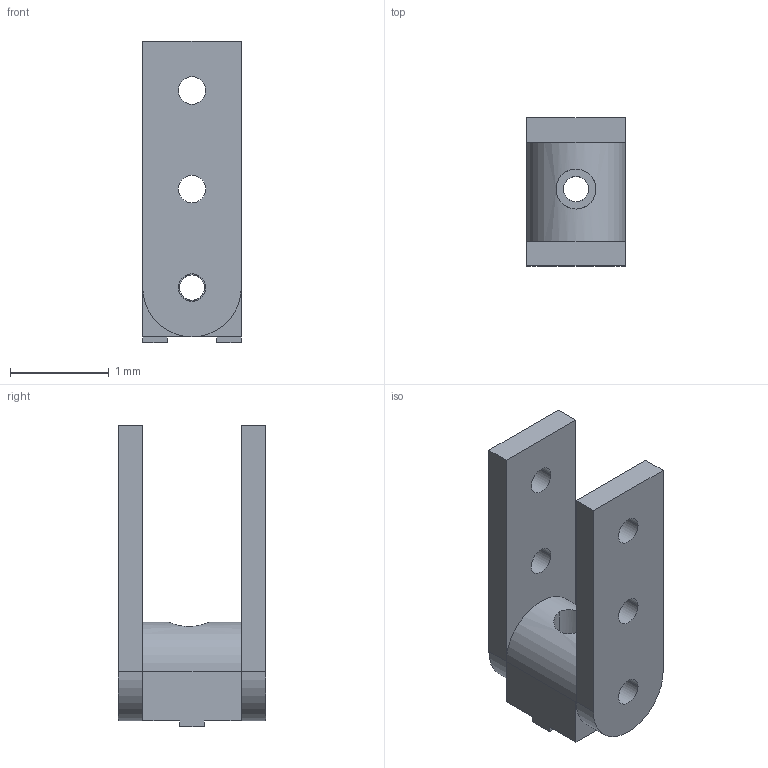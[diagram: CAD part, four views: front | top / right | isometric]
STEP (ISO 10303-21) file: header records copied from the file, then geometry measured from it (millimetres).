
FILE_DESCRIPTION((''),'2;1');
FILE_NAME('10HI8329.stp','2015-07-13T14:22:51',(''),(''),'Mechanical Desktop 2011','Mechanical Desktop 2011',', , ');
FILE_SCHEMA(('CONFIG_CONTROL_DESIGN'));
Length unit declared in the file: millimetre
Products named in the file (2): Product; 10HI8315
Assembly tree (2 placements, depth 2):
  Product
    10HI8315  x2
Bounding box: 1 x 1.5 x 3.06 mm (x, y, z)
Volume: 2.1 mm3; surface area: 22.7 mm2
Topology: 3 solids, 3 shells, 49 faces, 127 edges, 83 vertices
Faces by surface type: cylinder 25, plane 24
Entity records: 1318 total; most frequent: CARTESIAN_POINT 235, DIRECTION 210, ORIENTED_EDGE 194, EDGE_CURVE 97, AXIS2_PLACEMENT_3D 75, VERTEX_POINT 63, VECTOR 60, LINE 60
